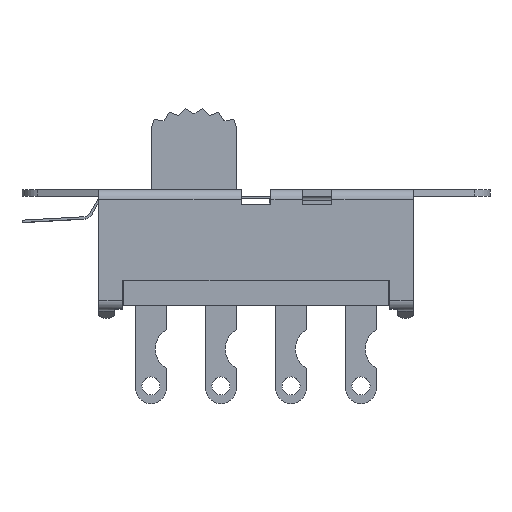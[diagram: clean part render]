
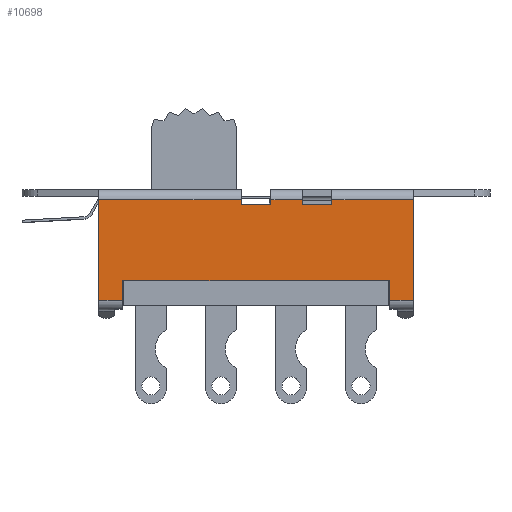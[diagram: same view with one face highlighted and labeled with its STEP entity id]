
A CAD part, top view. The second image highlights one B-rep face of the part: STEP entity #10698.
In plain terms, the highlighted planar face has unit normal (0, 0, 1).
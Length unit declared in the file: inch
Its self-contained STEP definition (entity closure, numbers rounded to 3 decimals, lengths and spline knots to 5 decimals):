
#855=FACE_OUTER_BOUND('',#1378,.T.);
#1378=EDGE_LOOP('',(#8848,#8849,#8850,#8851,#8852,#8853,#8854,#8855,#8856,
#8857,#8858,#8859,#8860,#8861,#8862,#8863,#8864,#8865));
#1704=LINE('',#14844,#2937);
#2336=LINE('',#16422,#3569);
#2425=LINE('',#16610,#3658);
#2430=LINE('',#16617,#3663);
#2445=LINE('',#16653,#3678);
#2518=LINE('',#16848,#3751);
#2538=LINE('',#16911,#3771);
#2544=LINE('',#16925,#3777);
#2545=LINE('',#16928,#3778);
#2546=LINE('',#16930,#3779);
#2547=LINE('',#16932,#3780);
#2548=LINE('',#16934,#3781);
#2549=LINE('',#16935,#3782);
#2550=LINE('',#16937,#3783);
#2551=LINE('',#16939,#3784);
#2552=LINE('',#16940,#3785);
#2553=LINE('',#16942,#3786);
#2554=LINE('',#16943,#3787);
#2937=VECTOR('',#12010,0.3937);
#3569=VECTOR('',#13328,0.3937);
#3658=VECTOR('',#13587,0.3937);
#3663=VECTOR('',#13594,0.3937);
#3678=VECTOR('',#13619,0.3937);
#3751=VECTOR('',#13798,0.3937);
#3771=VECTOR('',#13872,0.3937);
#3777=VECTOR('',#13888,0.3937);
#3778=VECTOR('',#13891,0.3937);
#3779=VECTOR('',#13892,0.3937);
#3780=VECTOR('',#13893,0.3937);
#3781=VECTOR('',#13894,0.3937);
#3782=VECTOR('',#13895,0.3937);
#3783=VECTOR('',#13896,0.3937);
#3784=VECTOR('',#13897,0.3937);
#3785=VECTOR('',#13898,0.3937);
#3786=VECTOR('',#13899,0.3937);
#3787=VECTOR('',#13900,0.3937);
#4138=VERTEX_POINT('',#14841);
#4139=VERTEX_POINT('',#14843);
#4717=VERTEX_POINT('',#16420);
#4718=VERTEX_POINT('',#16421);
#4732=VERTEX_POINT('',#16609);
#4733=VERTEX_POINT('',#16615);
#4748=VERTEX_POINT('',#16650);
#4749=VERTEX_POINT('',#16652);
#4817=VERTEX_POINT('',#16845);
#4818=VERTEX_POINT('',#16847);
#4834=VERTEX_POINT('',#16910);
#4838=VERTEX_POINT('',#16927);
#4839=VERTEX_POINT('',#16929);
#4840=VERTEX_POINT('',#16931);
#4841=VERTEX_POINT('',#16933);
#4842=VERTEX_POINT('',#16936);
#4843=VERTEX_POINT('',#16938);
#4844=VERTEX_POINT('',#16941);
#5193=EDGE_CURVE('',#4139,#4138,#1704,.T.);
#5985=EDGE_CURVE('',#4717,#4718,#2336,.T.);
#6081=EDGE_CURVE('',#4732,#4717,#2425,.T.);
#6086=EDGE_CURVE('',#4718,#4733,#2430,.T.);
#6104=EDGE_CURVE('',#4748,#4749,#2445,.T.);
#6205=EDGE_CURVE('',#4817,#4818,#2518,.T.);
#6237=EDGE_CURVE('',#4818,#4834,#2538,.T.);
#6245=EDGE_CURVE('',#4733,#4834,#2544,.T.);
#6246=EDGE_CURVE('',#4817,#4838,#2545,.T.);
#6247=EDGE_CURVE('',#4838,#4839,#2546,.T.);
#6248=EDGE_CURVE('',#4839,#4840,#2547,.T.);
#6249=EDGE_CURVE('',#4840,#4841,#2548,.T.);
#6250=EDGE_CURVE('',#4841,#4139,#2549,.T.);
#6251=EDGE_CURVE('',#4138,#4842,#2550,.T.);
#6252=EDGE_CURVE('',#4842,#4843,#2551,.T.);
#6253=EDGE_CURVE('',#4843,#4749,#2552,.T.);
#6254=EDGE_CURVE('',#4844,#4748,#2553,.T.);
#6255=EDGE_CURVE('',#4844,#4732,#2554,.T.);
#8848=ORIENTED_EDGE('',*,*,#6237,.F.);
#8849=ORIENTED_EDGE('',*,*,#6205,.F.);
#8850=ORIENTED_EDGE('',*,*,#6246,.T.);
#8851=ORIENTED_EDGE('',*,*,#6247,.T.);
#8852=ORIENTED_EDGE('',*,*,#6248,.T.);
#8853=ORIENTED_EDGE('',*,*,#6249,.T.);
#8854=ORIENTED_EDGE('',*,*,#6250,.T.);
#8855=ORIENTED_EDGE('',*,*,#5193,.T.);
#8856=ORIENTED_EDGE('',*,*,#6251,.T.);
#8857=ORIENTED_EDGE('',*,*,#6252,.T.);
#8858=ORIENTED_EDGE('',*,*,#6253,.T.);
#8859=ORIENTED_EDGE('',*,*,#6104,.F.);
#8860=ORIENTED_EDGE('',*,*,#6254,.F.);
#8861=ORIENTED_EDGE('',*,*,#6255,.T.);
#8862=ORIENTED_EDGE('',*,*,#6081,.T.);
#8863=ORIENTED_EDGE('',*,*,#5985,.T.);
#8864=ORIENTED_EDGE('',*,*,#6086,.T.);
#8865=ORIENTED_EDGE('',*,*,#6245,.T.);
#9752=PLANE('',#11451);
#10698=ADVANCED_FACE('',(#855),#9752,.T.);
#11451=AXIS2_PLACEMENT_3D('',#16926,#13889,#13890);
#12010=DIRECTION('',(0.,-1.,0.));
#13328=DIRECTION('',(1.,0.,0.));
#13587=DIRECTION('',(1.,0.,0.));
#13594=DIRECTION('',(1.,0.,0.));
#13619=DIRECTION('',(0.,1.,0.));
#13798=DIRECTION('',(0.,-1.,0.));
#13872=DIRECTION('',(-1.,0.,0.));
#13888=DIRECTION('',(0.,-1.,0.));
#13889=DIRECTION('center_axis',(0.,0.,
1.));
#13890=DIRECTION('ref_axis',(1.,0.,0.));
#13891=DIRECTION('',(-1.,0.,0.));
#13892=DIRECTION('',(0.,-1.,0.));
#13893=DIRECTION('',(-1.,0.,0.));
#13894=DIRECTION('',(0.,1.,0.));
#13895=DIRECTION('',(-1.,0.,0.));
#13896=DIRECTION('',(-1.,0.,0.));
#13897=DIRECTION('',(0.,1.,0.));
#13898=DIRECTION('',(-1.,0.,0.));
#13899=DIRECTION('',(-1.,0.,0.));
#13900=DIRECTION('',(0.,1.,0.));
#14841=CARTESIAN_POINT('',(0.038,0.17649,-0.24425));
#14843=CARTESIAN_POINT('',(0.038,0.18678,-0.24425));
#14844=CARTESIAN_POINT('',(0.038,0.27449,-0.24425));
#16420=CARTESIAN_POINT('',(-0.33603,-0.01851,-0.24425));
#16421=CARTESIAN_POINT('',(0.33597,-0.01851,-0.24425));
#16422=CARTESIAN_POINT('',(0.17,-0.01851,-0.24425));
#16609=CARTESIAN_POINT('',(-0.34,-0.01851,-0.24425));
#16610=CARTESIAN_POINT('',(0.17,-0.01851,-0.24425));
#16615=CARTESIAN_POINT('',(0.34,-0.01851,-0.24425));
#16617=CARTESIAN_POINT('',(0.17,-0.01851,-0.24425));
#16650=CARTESIAN_POINT('',(-0.4,-0.06851,-0.24425));
#16652=CARTESIAN_POINT('',(-0.4,0.18678,-0.24425));
#16653=CARTESIAN_POINT('',(-0.4,-0.14551,-0.24425));
#16845=CARTESIAN_POINT('',(0.4,0.18678,-0.24425));
#16847=CARTESIAN_POINT('',(0.4,-0.06851,-0.24425));
#16848=CARTESIAN_POINT('',(0.4,0.89049,-0.24425));
#16910=CARTESIAN_POINT('',(0.34,-0.06851,-0.24425));
#16911=CARTESIAN_POINT('',(0.,-0.06851,-0.24425));
#16925=CARTESIAN_POINT('',(0.34,0.14699,-0.24425));
#16926=CARTESIAN_POINT('Origin',(0.,0.37249,
-0.24425));
#16927=CARTESIAN_POINT('',(0.193,0.18678,-0.24425));
#16928=CARTESIAN_POINT('',(0.,0.18678,-0.24425));
#16929=CARTESIAN_POINT('',(0.193,0.17649,-0.24425));
#16930=CARTESIAN_POINT('',(0.193,0.27449,-0.24425));
#16931=CARTESIAN_POINT('',(0.117,0.17649,-0.24425));
#16932=CARTESIAN_POINT('',(0.0585,0.17649,-0.24425));
#16933=CARTESIAN_POINT('',(0.117,0.18678,-0.24425));
#16934=CARTESIAN_POINT('',(0.117,0.33874,-0.24425));
#16935=CARTESIAN_POINT('',(0.,0.18678,-0.24425));
#16936=CARTESIAN_POINT('',(-0.038,0.17649,-0.24425));
#16937=CARTESIAN_POINT('',(-0.019,0.17649,-0.24425));
#16938=CARTESIAN_POINT('',(-0.038,0.18678,-0.24425));
#16939=CARTESIAN_POINT('',(-0.038,0.33874,-0.24425));
#16940=CARTESIAN_POINT('',(0.,0.18678,-0.24425));
#16941=CARTESIAN_POINT('',(-0.34,-0.06851,-0.24425));
#16942=CARTESIAN_POINT('',(0.,-0.06851,-0.24425));
#16943=CARTESIAN_POINT('',(-0.34,0.17699,-0.24425));
